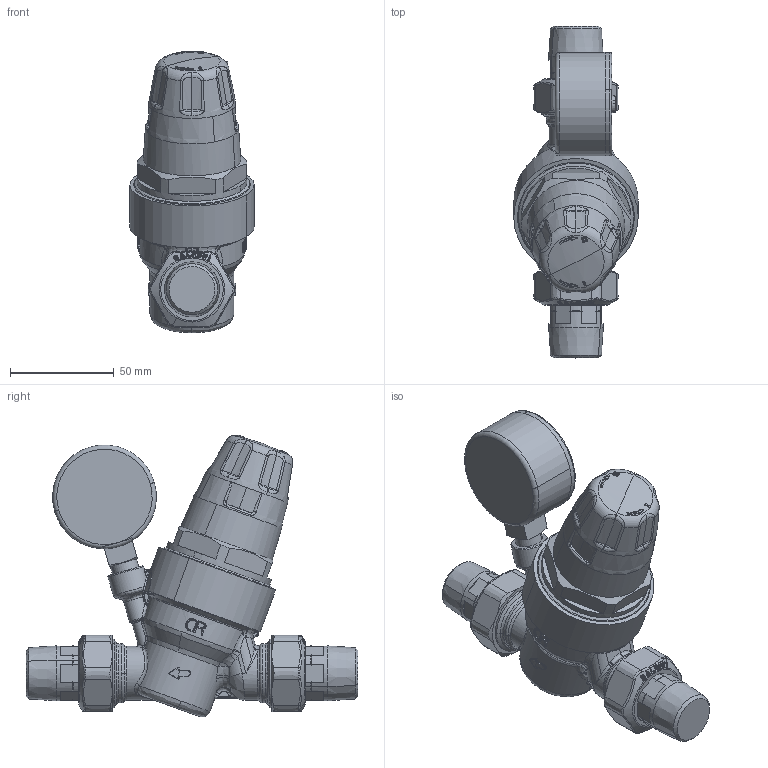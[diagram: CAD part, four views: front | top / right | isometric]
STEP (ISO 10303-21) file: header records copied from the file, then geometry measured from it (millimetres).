
FILE_DESCRIPTION(('CATIA V5 STEP Exchange','CAx-IF Rec.Pracs.--- Model Styling and Organization---1.4--- 2014-01-23','CAx-IF Rec.Pracs.---3D Tessellated Data Validation Properties---0.5---2014-09-14'),'2;1');
FILE_NAME('STEP_535051H_-_TST.stp','2022-04-12T11:49:06+00:00',('none'),('none'),'CATIA Version 5-6 Release 2019 SP3','CATIA V5 STEP AP242 v1','none');
FILE_SCHEMA(('AP242_MANAGED_MODEL_BASED_3D_ENGINEERING_MIM_LF {1 0 10303 442 1 1 4}'));
Products named in the file (1): 535051H - TST
Bounding box: 59.99 x 160 x 135.88 mm (x, y, z)
Volume: 375703.5 mm3; surface area: 45711.7 mm2
Topology: 1 solids, 2 shells, 1860 faces, 4535 edges, 2566 vertices
Faces by surface type: bspline 1118, cylinder 232, plane 180, sphere 130, cone 118, torus 62, extrusion 14, revolution 6
Entity records: 102797 total; most frequent: CARTESIAN_POINT 71712, ORIENTED_EDGE 8798, EDGE_CURVE 4399, B_SPLINE_CURVE_WITH_KNOTS 3048, VERTEX_POINT 2566, DIRECTION 2230, EDGE_LOOP 1883, ADVANCED_FACE 1860
